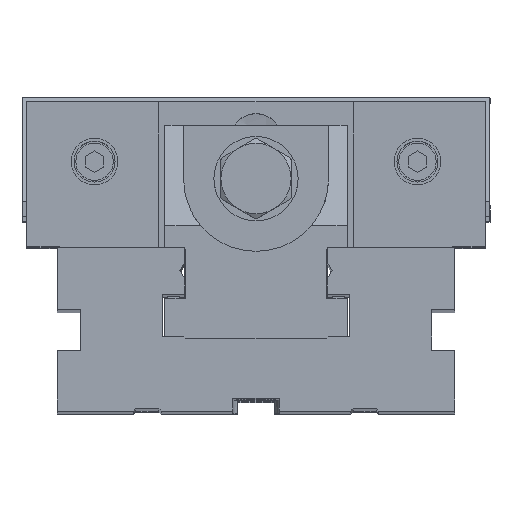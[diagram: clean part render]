
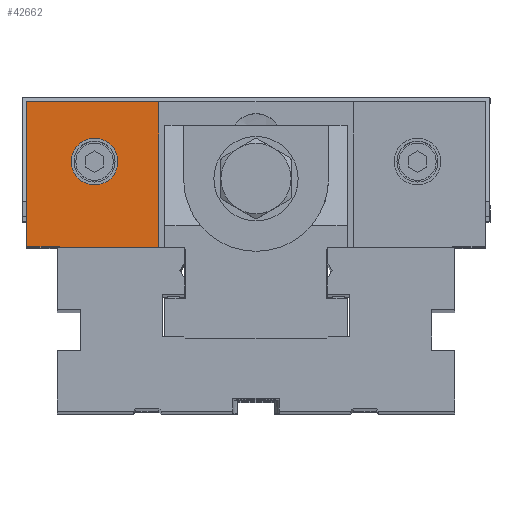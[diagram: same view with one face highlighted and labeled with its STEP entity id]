
A CAD part, top view. The second image highlights one B-rep face of the part: STEP entity #42662.
In plain terms, the highlighted planar face has unit normal (0, 0, 1).
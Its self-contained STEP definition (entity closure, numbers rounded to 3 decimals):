
#40658=DIRECTION('',(1.,0.,0.));
#40659=VECTOR('',#40658,41.5);
#40660=CARTESIAN_POINT('',(-83.,38.,0.));
#40661=LINE('',#40660,#40659);
#40665=DIRECTION('',(0.707,-0.707,0.));
#40666=VECTOR('',#40665,1.414);
#40667=CARTESIAN_POINT('',(-84.,39.,0.));
#40668=LINE('',#40667,#40666);
#40672=DIRECTION('',(1.,0.,0.));
#40673=VECTOR('',#40672,14.);
#40674=CARTESIAN_POINT('',(-98.,39.,0.));
#40675=LINE('',#40674,#40673);
#40679=DIRECTION('',(0.,-1.,0.));
#40680=VECTOR('',#40679,62.);
#40681=CARTESIAN_POINT('',(-98.,101.,0.));
#40682=LINE('',#40681,#40680);
#40686=DIRECTION('',(-1.,0.,0.));
#40687=VECTOR('',#40686,56.5);
#40688=CARTESIAN_POINT('',(-41.5,101.,0.));
#40689=LINE('',#40688,#40687);
#40693=CARTESIAN_POINT('',(-69.,75.5,0.));
#40694=DIRECTION('',(0.,0.,-1.));
#40695=DIRECTION('',(-1.,0.,0.));
#40696=AXIS2_PLACEMENT_3D('',#40693,#40694,#40695);
#40701=CARTESIAN_POINT('',(-69.,75.5,0.));
#40702=DIRECTION('',(0.,0.,-1.));
#40703=DIRECTION('',(1.,0.,0.));
#40704=AXIS2_PLACEMENT_3D('',#40701,#40702,#40703);
#41318=DIRECTION('',(0.,-1.,0.));
#41319=VECTOR('',#41318,63.);
#41320=CARTESIAN_POINT('',(-41.5,101.,0.));
#41321=LINE('',#41320,#41319);
#42219=CARTESIAN_POINT('',(-83.,38.,0.));
#42221=VERTEX_POINT('',#42219);
#42228=CARTESIAN_POINT('',(-41.5,38.,0.));
#42230=VERTEX_POINT('',#42228);
#42235=CARTESIAN_POINT('',(-41.5,101.,0.));
#42237=VERTEX_POINT('',#42235);
#42250=CARTESIAN_POINT('',(-98.,39.,0.));
#42251=CARTESIAN_POINT('',(-84.,39.,0.));
#42252=VERTEX_POINT('',#42250);
#42253=VERTEX_POINT('',#42251);
#42372=CARTESIAN_POINT('',(-98.,101.,0.));
#42373=VERTEX_POINT('',#42372);
#42396=CARTESIAN_POINT('',(-79.,75.5,0.));
#42397=VERTEX_POINT('',#42396);
#42422=CARTESIAN_POINT('',(-59.,75.5,0.));
#42423=VERTEX_POINT('',#42422);
#42638=CARTESIAN_POINT('',(38.,18.,0.));
#42639=DIRECTION('',(0.,0.,-1.));
#42640=DIRECTION('',(-1.,0.,0.));
#42641=AXIS2_PLACEMENT_3D('',#42638,#42639,#42640);
#42642=PLANE('',#42641);
#42643=ORIENTED_EDGE('',*,*,#42624,.F.);
#42645=ORIENTED_EDGE('',*,*,#42644,.F.);
#42647=ORIENTED_EDGE('',*,*,#42646,.F.);
#42649=ORIENTED_EDGE('',*,*,#42648,.F.);
#42651=ORIENTED_EDGE('',*,*,#42650,.F.);
#42653=ORIENTED_EDGE('',*,*,#42652,.T.);
#42654=EDGE_LOOP('',(#42643,#42645,#42647,#42649,#42651,#42653));
#42655=FACE_OUTER_BOUND('',#42654,.F.);
#42657=ORIENTED_EDGE('',*,*,#42656,.F.);
#42659=ORIENTED_EDGE('',*,*,#42658,.F.);
#42660=EDGE_LOOP('',(#42657,#42659));
#42661=FACE_BOUND('',#42660,.F.);
#40697=CIRCLE('',#40696,10.);
#40705=CIRCLE('',#40704,10.);
#42624=EDGE_CURVE('',#42221,#42230,#40661,.T.);
#42644=EDGE_CURVE('',#42253,#42221,#40668,.T.);
#42646=EDGE_CURVE('',#42252,#42253,#40675,.T.);
#42648=EDGE_CURVE('',#42373,#42252,#40682,.T.);
#42650=EDGE_CURVE('',#42237,#42373,#40689,.T.);
#42652=EDGE_CURVE('',#42237,#42230,#41321,.T.);
#42656=EDGE_CURVE('',#42397,#42423,#40697,.T.);
#42658=EDGE_CURVE('',#42423,#42397,#40705,.T.);
#42662=ADVANCED_FACE('',(#42655,#42661),#42642,.F.);
